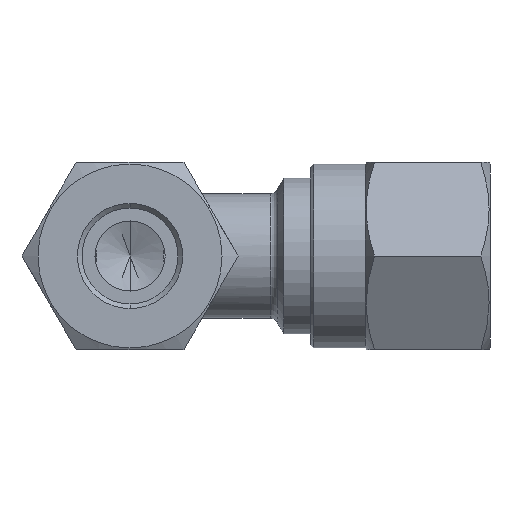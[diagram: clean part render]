
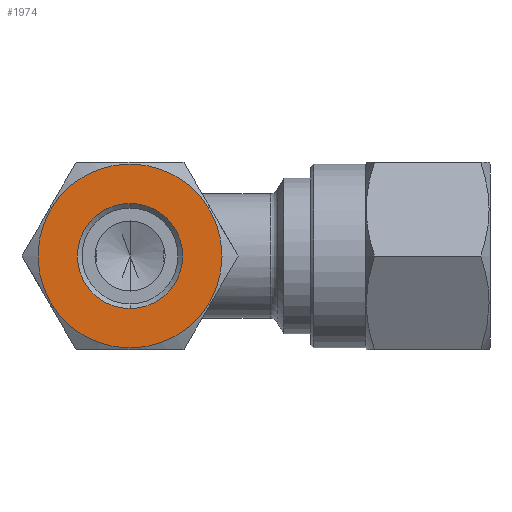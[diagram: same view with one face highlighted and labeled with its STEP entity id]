
A CAD part, front view. The second image highlights one B-rep face of the part: STEP entity #1974.
In plain terms, the highlighted planar face has unit normal (0, -1, 0).
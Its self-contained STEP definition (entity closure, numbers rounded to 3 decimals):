
#49 = CIRCLE ( 'NONE', #59, 3.375 ) ;
#55 = CIRCLE ( 'NONE', #61, 5.9 ) ;
#59 = AXIS2_PLACEMENT_3D ( 'NONE', #3158, #3159, #3160 ) ;
#61 = AXIS2_PLACEMENT_3D ( 'NONE', #3161, #3162, #3163 ) ;
#104 = AXIS2_PLACEMENT_3D ( 'NONE', #2499, #2500, #2501 ) ;
#168 = FACE_BOUND ( 'NONE', #1367, .T. ) ;
#169 = FACE_OUTER_BOUND ( 'NONE', #1366, .T. ) ;
#1186 = CARTESIAN_POINT ( 'NONE',  ( 0., -23.089, -5.9 ) ) ;
#1244 = CARTESIAN_POINT ( 'NONE',  ( 0., -23.089, 5.9 ) ) ;
#1249 = CARTESIAN_POINT ( 'NONE',  ( 0., -23.089, -3.375 ) ) ;
#1275 = CARTESIAN_POINT ( 'NONE',  ( 0., -23.089, 3.375 ) ) ;
#1366 = EDGE_LOOP ( 'NONE', ( #2090, #2010 ) ) ;
#1367 = EDGE_LOOP ( 'NONE', ( #2092, #2093 ) ) ;
#1443 = VERTEX_POINT ( 'NONE', #1186 ) ;
#1566 = VERTEX_POINT ( 'NONE', #1244 ) ;
#1572 = VERTEX_POINT ( 'NONE', #1249 ) ;
#1612 = VERTEX_POINT ( 'NONE', #1275 ) ;
#1791 = EDGE_CURVE ( 'NONE', #1612, #1572, #3981, .T. ) ;
#1794 = EDGE_CURVE ( 'NONE', #1566, #1443, #3990, .T. ) ;
#1936 = EDGE_CURVE ( 'NONE', #1572, #1612, #49, .T. ) ;
#1937 = EDGE_CURVE ( 'NONE', #1443, #1566, #55, .T. ) ;
#1974 = ADVANCED_FACE ( 'NONE', ( #168, #169 ), #2498, .F. ) ;
#2010 = ORIENTED_EDGE ( 'NONE', *, *, #1794, .T. ) ;
#2090 = ORIENTED_EDGE ( 'NONE', *, *, #1937, .T. ) ;
#2092 = ORIENTED_EDGE ( 'NONE', *, *, #1791, .T. ) ;
#2093 = ORIENTED_EDGE ( 'NONE', *, *, #1936, .T. ) ;
#2498 = PLANE ( 'NONE',  #104 ) ;
#2499 = CARTESIAN_POINT ( 'NONE',  ( -5.9, -23.089, 0. ) ) ;
#2500 = DIRECTION ( 'NONE',  ( 0., 1., 0. ) ) ;
#2501 = DIRECTION ( 'NONE',  ( 0., 0., -1. ) ) ;
#3001 = CARTESIAN_POINT ( 'NONE',  ( 0., -23.089, 0. ) ) ;
#3002 = DIRECTION ( 'NONE',  ( 0., 1., 0. ) ) ;
#3003 = DIRECTION ( 'NONE',  ( 0., 0., -1. ) ) ;
#3008 = CARTESIAN_POINT ( 'NONE',  ( 0., -23.089, 0. ) ) ;
#3009 = DIRECTION ( 'NONE',  ( 0., -1., 0. ) ) ;
#3010 = DIRECTION ( 'NONE',  ( 0., 0., 1. ) ) ;
#3158 = CARTESIAN_POINT ( 'NONE',  ( 0., -23.089, 0. ) ) ;
#3159 = DIRECTION ( 'NONE',  ( 0., 1., 0. ) ) ;
#3160 = DIRECTION ( 'NONE',  ( 0., 0., -1. ) ) ;
#3161 = CARTESIAN_POINT ( 'NONE',  ( 0., -23.089, 0. ) ) ;
#3162 = DIRECTION ( 'NONE',  ( 0., -1., 0. ) ) ;
#3163 = DIRECTION ( 'NONE',  ( 0., 0., 1. ) ) ;
#3981 = CIRCLE ( 'NONE', #3987, 3.375 ) ;
#3987 = AXIS2_PLACEMENT_3D ( 'NONE', #3001, #3002, #3003 ) ;
#3990 = CIRCLE ( 'NONE', #3992, 5.9 ) ;
#3992 = AXIS2_PLACEMENT_3D ( 'NONE', #3008, #3009, #3010 ) ;
